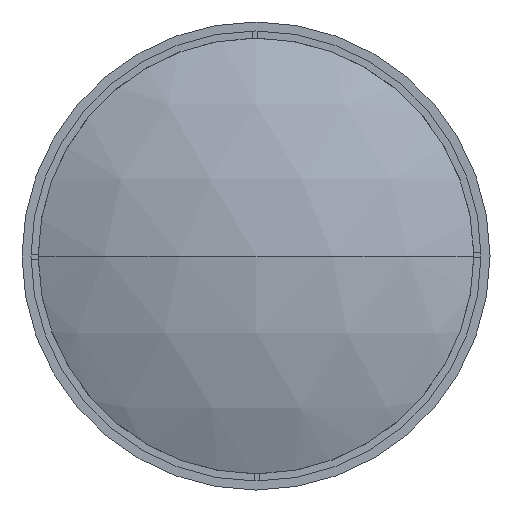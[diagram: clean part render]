
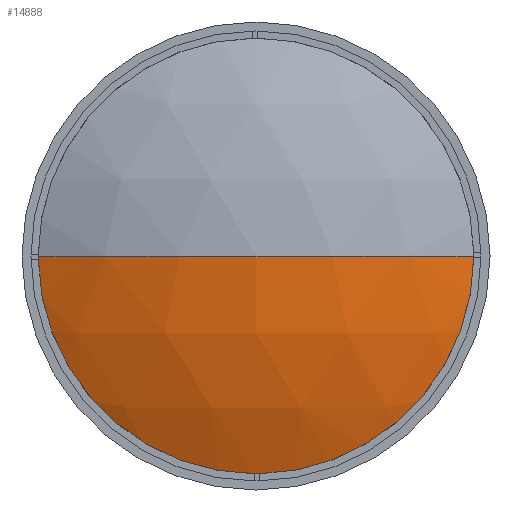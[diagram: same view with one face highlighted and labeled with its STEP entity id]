
A CAD part, left-side view. The second image highlights one B-rep face of the part: STEP entity #14888.
In plain terms, the highlighted spherical face has radius 144.52 mm.
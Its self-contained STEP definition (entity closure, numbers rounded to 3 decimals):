
#168 = VERTEX_POINT ( 'NONE', #1606 ) ;
#381 = CARTESIAN_POINT ( 'NONE',  ( 144.52, 0., 0. ) ) ;
#697 = CARTESIAN_POINT ( 'NONE',  ( 144.52, 0., 0. ) ) ;
#1606 = CARTESIAN_POINT ( 'NONE',  ( 0., 0., 0. ) ) ;
#1632 = DIRECTION ( 'NONE',  ( 1., 0., 0. ) ) ;
#1818 = CARTESIAN_POINT ( 'NONE',  ( 13.975, 62., 0. ) ) ;
#3632 = EDGE_CURVE ( 'NONE', #14215, #12214, #11217, .T. ) ;
#4008 = CARTESIAN_POINT ( 'NONE',  ( 144.52, 0., 0. ) ) ;
#4082 = CARTESIAN_POINT ( 'NONE',  ( 13.975, 0., 0. ) ) ;
#4224 = AXIS2_PLACEMENT_3D ( 'NONE', #697, #9502, #12035 ) ;
#5294 = DIRECTION ( 'NONE',  ( 0., 1., 0. ) ) ;
#5308 = EDGE_CURVE ( 'NONE', #12214, #168, #12501, .T. ) ;
#5342 = DIRECTION ( 'NONE',  ( 0., 0., 1. ) ) ;
#6939 = ORIENTED_EDGE ( 'NONE', *, *, #3632, .T. ) ;
#7323 = CIRCLE ( 'NONE', #16179, 144.52 ) ;
#7680 = EDGE_LOOP ( 'NONE', ( #6939, #8513, #14220 ) ) ;
#7681 = CARTESIAN_POINT ( 'NONE',  ( 13.975, -62., 0. ) ) ;
#8427 = EDGE_CURVE ( 'NONE', #14215, #168, #7323, .T. ) ;
#8513 = ORIENTED_EDGE ( 'NONE', *, *, #5308, .T. ) ;
#9121 = DIRECTION ( 'NONE',  ( 0., 0., 1. ) ) ;
#9502 = DIRECTION ( 'NONE',  ( 0., 0., -1. ) ) ;
#11217 = CIRCLE ( 'NONE', #15924, 62. ) ;
#11415 = AXIS2_PLACEMENT_3D ( 'NONE', #4008, #12773, #5294 ) ;
#11964 = SPHERICAL_SURFACE ( 'NONE', #4224, 144.52 ) ;
#12035 = DIRECTION ( 'NONE',  ( 0., 1., 0. ) ) ;
#12214 = VERTEX_POINT ( 'NONE', #7681 ) ;
#12501 = CIRCLE ( 'NONE', #11415, 144.52 ) ;
#12773 = DIRECTION ( 'NONE',  ( 0., 0., -1. ) ) ;
#12829 = DIRECTION ( 'NONE',  ( -1., 0., 0. ) ) ;
#14215 = VERTEX_POINT ( 'NONE', #1818 ) ;
#14220 = ORIENTED_EDGE ( 'NONE', *, *, #8427, .F. ) ;
#14888 = ADVANCED_FACE ( 'NONE', ( #15245 ), #11964, .T. ) ;
#15245 = FACE_OUTER_BOUND ( 'NONE', #7680, .T. ) ;
#15924 = AXIS2_PLACEMENT_3D ( 'NONE', #4082, #12829, #5342 ) ;
#16179 = AXIS2_PLACEMENT_3D ( 'NONE', #381, #9121, #1632 ) ;
